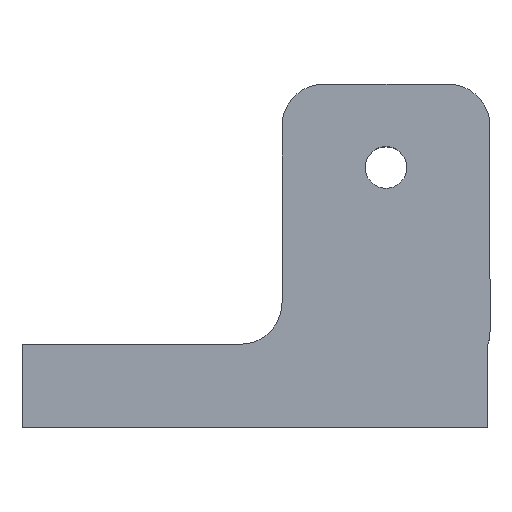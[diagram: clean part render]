
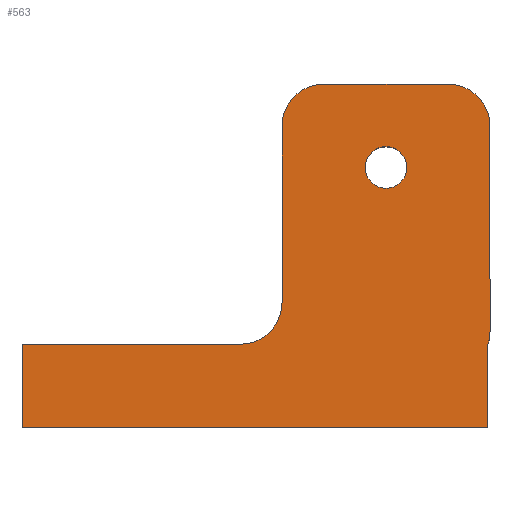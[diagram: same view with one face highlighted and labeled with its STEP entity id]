
A CAD part, top view. The second image highlights one B-rep face of the part: STEP entity #563.
In plain terms, the highlighted planar face has unit normal (0, 0, 1).
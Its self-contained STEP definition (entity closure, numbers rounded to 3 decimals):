
#4 = VERTEX_POINT ( 'NONE', #162 ) ;
#10 = CARTESIAN_POINT ( 'NONE',  ( -2.024, -0.652, 15. ) ) ;
#13 = AXIS2_PLACEMENT_3D ( 'NONE', #24, #171, #222 ) ;
#19 = EDGE_CURVE ( 'NONE', #541, #642, #616, .T. ) ;
#24 = CARTESIAN_POINT ( 'NONE',  ( -5.811, 8.634, 15. ) ) ;
#41 = CARTESIAN_POINT ( 'NONE',  ( 0., 0., 15. ) ) ;
#56 = EDGE_CURVE ( 'NONE', #557, #416, #247, .T. ) ;
#73 = ORIENTED_EDGE ( 'NONE', *, *, #19, .T. ) ;
#80 = VERTEX_POINT ( 'NONE', #274 ) ;
#85 = CARTESIAN_POINT ( 'NONE',  ( -25.811, 11.348, 15. ) ) ;
#86 = CARTESIAN_POINT ( 'NONE',  ( -46.811, 7.348, 15. ) ) ;
#87 = DIRECTION ( 'NONE',  ( 1., 0., 0. ) ) ;
#88 = EDGE_CURVE ( 'NONE', #128, #115, #108, .T. ) ;
#89 = ORIENTED_EDGE ( 'NONE', *, *, #199, .T. ) ;
#91 = CARTESIAN_POINT ( 'NONE',  ( -21.811, 28.348, 15. ) ) ;
#95 = DIRECTION ( 'NONE',  ( 1., 0., 0. ) ) ;
#108 = CIRCLE ( 'NONE', #13, 4. ) ;
#115 = VERTEX_POINT ( 'NONE', #523 ) ;
#119 = VECTOR ( 'NONE', #278, 1000. ) ;
#127 = DIRECTION ( 'NONE',  ( 0., 0., 1. ) ) ;
#128 = VERTEX_POINT ( 'NONE', #477 ) ;
#133 = CARTESIAN_POINT ( 'NONE',  ( -1.811, 32.348, 15. ) ) ;
#145 = DIRECTION ( 'NONE',  ( 0., 0., 1. ) ) ;
#152 = CARTESIAN_POINT ( 'NONE',  ( -46.811, -0.652, 15. ) ) ;
#161 = DIRECTION ( 'NONE',  ( -1., 0., 0. ) ) ;
#162 = CARTESIAN_POINT ( 'NONE',  ( -13.811, 24.348, 15. ) ) ;
#171 = DIRECTION ( 'NONE',  ( 0., 0., 1. ) ) ;
#176 = DIRECTION ( 'NONE',  ( 0., 1., 0. ) ) ;
#196 = VERTEX_POINT ( 'NONE', #384 ) ;
#199 = EDGE_CURVE ( 'NONE', #115, #557, #390, .T. ) ;
#201 = FACE_BOUND ( 'NONE', #641, .T. ) ;
#202 = DIRECTION ( 'NONE',  ( 0., 0., 1. ) ) ;
#212 = CARTESIAN_POINT ( 'NONE',  ( -2.024, 7.348, 15. ) ) ;
#222 = DIRECTION ( 'NONE',  ( 1., 0., 0. ) ) ;
#239 = CIRCLE ( 'NONE', #369, 4. ) ;
#242 = CARTESIAN_POINT ( 'NONE',  ( -17.811, 32.348, 15. ) ) ;
#247 = CIRCLE ( 'NONE', #522, 4. ) ;
#254 = LINE ( 'NONE', #487, #119 ) ;
#255 = CARTESIAN_POINT ( 'NONE',  ( -11.811, 24.348, 15. ) ) ;
#262 = AXIS2_PLACEMENT_3D ( 'NONE', #383, #590, #435 ) ;
#264 = AXIS2_PLACEMENT_3D ( 'NONE', #255, #202, #304 ) ;
#274 = CARTESIAN_POINT ( 'NONE',  ( -9.811, 24.348, 15. ) ) ;
#277 = CARTESIAN_POINT ( 'NONE',  ( -1.811, 32.348, 15. ) ) ;
#278 = DIRECTION ( 'NONE',  ( 0., -1., 0. ) ) ;
#289 = PLANE ( 'NONE',  #491 ) ;
#296 = CARTESIAN_POINT ( 'NONE',  ( -5.811, 32.348, 15. ) ) ;
#302 = CARTESIAN_POINT ( 'NONE',  ( -46.811, -0.652, 15. ) ) ;
#303 = VECTOR ( 'NONE', #359, 1000. ) ;
#304 = DIRECTION ( 'NONE',  ( 1., 0., 0. ) ) ;
#306 = DIRECTION ( 'NONE',  ( 1., 0., 0. ) ) ;
#308 = CIRCLE ( 'NONE', #658, 2. ) ;
#325 = ORIENTED_EDGE ( 'NONE', *, *, #88, .T. ) ;
#331 = VECTOR ( 'NONE', #176, 1000. ) ;
#336 = EDGE_CURVE ( 'NONE', #4, #80, #308, .T. ) ;
#339 = CARTESIAN_POINT ( 'NONE',  ( -25.811, 7.348, 15. ) ) ;
#352 = ORIENTED_EDGE ( 'NONE', *, *, #56, .T. ) ;
#359 = DIRECTION ( 'NONE',  ( 0., 1., 0. ) ) ;
#369 = AXIS2_PLACEMENT_3D ( 'NONE', #85, #481, #645 ) ;
#383 = CARTESIAN_POINT ( 'NONE',  ( -17.811, 28.348, 15. ) ) ;
#384 = CARTESIAN_POINT ( 'NONE',  ( -46.811, 7.348, 15. ) ) ;
#388 = DIRECTION ( 'NONE',  ( -1., 0., 0. ) ) ;
#390 = LINE ( 'NONE', #277, #331 ) ;
#394 = CARTESIAN_POINT ( 'NONE',  ( -11.811, 24.348, 15. ) ) ;
#398 = VERTEX_POINT ( 'NONE', #339 ) ;
#399 = ORIENTED_EDGE ( 'NONE', *, *, #517, .T. ) ;
#400 = CARTESIAN_POINT ( 'NONE',  ( -1.811, 28.348, 15. ) ) ;
#416 = VERTEX_POINT ( 'NONE', #296 ) ;
#424 = VECTOR ( 'NONE', #388, 1000. ) ;
#429 = CARTESIAN_POINT ( 'NONE',  ( -5.811, 28.348, 15. ) ) ;
#435 = DIRECTION ( 'NONE',  ( 1., 0., 0. ) ) ;
#440 = ORIENTED_EDGE ( 'NONE', *, *, #336, .F. ) ;
#445 = LINE ( 'NONE', #212, #303 ) ;
#460 = VERTEX_POINT ( 'NONE', #526 ) ;
#470 = EDGE_CURVE ( 'NONE', #416, #554, #559, .T. ) ;
#472 = EDGE_CURVE ( 'NONE', #554, #579, #663, .T. ) ;
#473 = EDGE_LOOP ( 'NONE', ( #581, #493, #603, #601, #529, #399, #73, #661, #325, #89, #352 ) ) ;
#477 = CARTESIAN_POINT ( 'NONE',  ( -2.024, 7.348, 15. ) ) ;
#481 = DIRECTION ( 'NONE',  ( 0., 0., -1. ) ) ;
#487 = CARTESIAN_POINT ( 'NONE',  ( -21.811, 32.348, 15. ) ) ;
#489 = VECTOR ( 'NONE', #161, 1000. ) ;
#491 = AXIS2_PLACEMENT_3D ( 'NONE', #41, #145, #95 ) ;
#493 = ORIENTED_EDGE ( 'NONE', *, *, #472, .T. ) ;
#498 = EDGE_CURVE ( 'NONE', #579, #460, #254, .T. ) ;
#500 = FACE_OUTER_BOUND ( 'NONE', #473, .T. ) ;
#517 = EDGE_CURVE ( 'NONE', #196, #541, #564, .T. ) ;
#522 = AXIS2_PLACEMENT_3D ( 'NONE', #429, #580, #630 ) ;
#523 = CARTESIAN_POINT ( 'NONE',  ( -1.811, 8.634, 15. ) ) ;
#524 = LINE ( 'NONE', #567, #489 ) ;
#525 = EDGE_CURVE ( 'NONE', #80, #4, #644, .T. ) ;
#526 = CARTESIAN_POINT ( 'NONE',  ( -21.811, 11.348, 15. ) ) ;
#527 = VECTOR ( 'NONE', #306, 1000. ) ;
#529 = ORIENTED_EDGE ( 'NONE', *, *, #640, .T. ) ;
#541 = VERTEX_POINT ( 'NONE', #302 ) ;
#543 = EDGE_CURVE ( 'NONE', #460, #398, #239, .T. ) ;
#550 = VECTOR ( 'NONE', #599, 1000. ) ;
#551 = ORIENTED_EDGE ( 'NONE', *, *, #525, .F. ) ;
#554 = VERTEX_POINT ( 'NONE', #242 ) ;
#557 = VERTEX_POINT ( 'NONE', #400 ) ;
#559 = LINE ( 'NONE', #133, #424 ) ;
#563 = ADVANCED_FACE ( 'NONE', ( #201, #500 ), #289, .T. ) ;
#564 = LINE ( 'NONE', #86, #550 ) ;
#567 = CARTESIAN_POINT ( 'NONE',  ( -21.811, 7.348, 15. ) ) ;
#579 = VERTEX_POINT ( 'NONE', #91 ) ;
#580 = DIRECTION ( 'NONE',  ( 0., 0., 1. ) ) ;
#581 = ORIENTED_EDGE ( 'NONE', *, *, #470, .T. ) ;
#590 = DIRECTION ( 'NONE',  ( 0., 0., 1. ) ) ;
#599 = DIRECTION ( 'NONE',  ( 0., -1., 0. ) ) ;
#601 = ORIENTED_EDGE ( 'NONE', *, *, #543, .T. ) ;
#603 = ORIENTED_EDGE ( 'NONE', *, *, #498, .T. ) ;
#616 = LINE ( 'NONE', #152, #527 ) ;
#617 = EDGE_CURVE ( 'NONE', #642, #128, #445, .T. ) ;
#630 = DIRECTION ( 'NONE',  ( 1., 0., 0. ) ) ;
#640 = EDGE_CURVE ( 'NONE', #398, #196, #524, .T. ) ;
#641 = EDGE_LOOP ( 'NONE', ( #551, #440 ) ) ;
#642 = VERTEX_POINT ( 'NONE', #10 ) ;
#644 = CIRCLE ( 'NONE', #264, 2. ) ;
#645 = DIRECTION ( 'NONE',  ( 1., 0., 0. ) ) ;
#658 = AXIS2_PLACEMENT_3D ( 'NONE', #394, #127, #87 ) ;
#661 = ORIENTED_EDGE ( 'NONE', *, *, #617, .T. ) ;
#663 = CIRCLE ( 'NONE', #262, 4. ) ;
